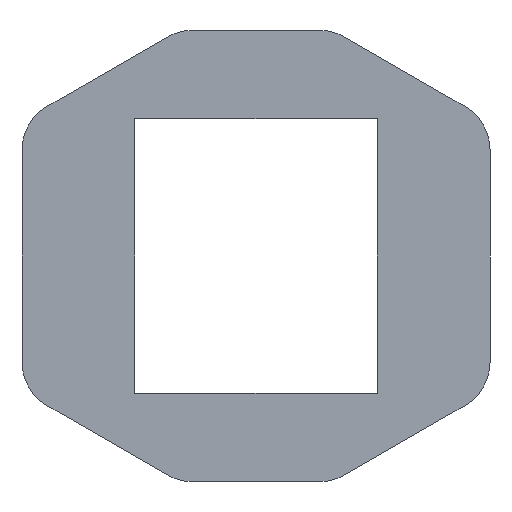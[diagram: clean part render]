
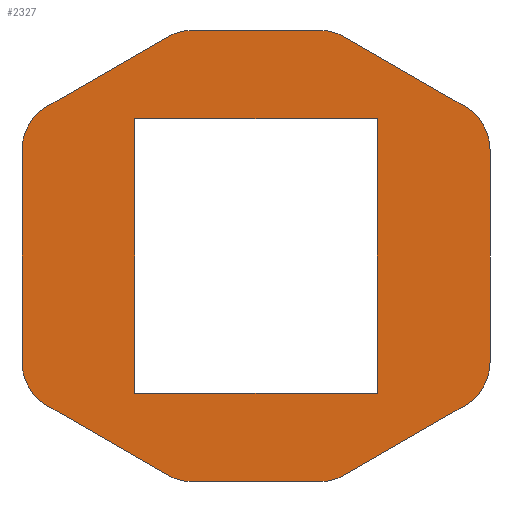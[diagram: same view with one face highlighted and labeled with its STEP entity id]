
A CAD part, left-side view. The second image highlights one B-rep face of the part: STEP entity #2327.
In plain terms, the highlighted planar face has unit normal (-1, 0, 0).
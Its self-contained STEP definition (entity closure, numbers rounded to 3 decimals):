
#131=CARTESIAN_POINT('Vertex',(-67.2,186.775,-93.846)) ;
#134=CARTESIAN_POINT('Line Origine',(-67.2,179.5,-93.846)) ;
#138=CARTESIAN_POINT('Vertex',(-67.2,172.225,-93.846)) ;
#176=CARTESIAN_POINT('Line Origine',(-67.2,172.225,-85.596)) ;
#180=CARTESIAN_POINT('Vertex',(-67.2,172.225,-77.346)) ;
#299=CARTESIAN_POINT('Line Origine',(-67.2,179.5,-77.346)) ;
#303=CARTESIAN_POINT('Vertex',(-67.2,186.775,-77.346)) ;
#1567=CARTESIAN_POINT('Axis2P3D Location',(-67.2,183.327,-75.046)) ;
#1571=CARTESIAN_POINT('Vertex',(-67.2,184.827,-72.448)) ;
#1573=CARTESIAN_POINT('Vertex',(-67.2,183.327,-72.046)) ;
#1607=CARTESIAN_POINT('Line Origine',(-67.2,179.5,-72.046)) ;
#1611=CARTESIAN_POINT('Vertex',(-67.2,175.673,-72.046)) ;
#1638=CARTESIAN_POINT('Axis2P3D Location',(-67.2,175.673,-75.046)) ;
#1642=CARTESIAN_POINT('Vertex',(-67.2,174.173,-72.448)) ;
#1669=CARTESIAN_POINT('Line Origine',(-67.2,170.562,-74.533)) ;
#1673=CARTESIAN_POINT('Vertex',(-67.2,166.95,-76.618)) ;
#1700=CARTESIAN_POINT('Axis2P3D Location',(-67.2,168.45,-79.216)) ;
#1704=CARTESIAN_POINT('Vertex',(-67.2,165.45,-79.216)) ;
#1737=CARTESIAN_POINT('Vertex',(-67.2,165.45,-91.976)) ;
#1745=CARTESIAN_POINT('Line Origine',(-67.2,165.45,-85.596)) ;
#1762=CARTESIAN_POINT('Axis2P3D Location',(-67.2,168.45,-91.976)) ;
#1766=CARTESIAN_POINT('Vertex',(-67.2,166.95,-94.574)) ;
#1800=CARTESIAN_POINT('Line Origine',(-67.2,170.562,-96.659)) ;
#1804=CARTESIAN_POINT('Vertex',(-67.2,174.173,-98.744)) ;
#1824=CARTESIAN_POINT('Axis2P3D Location',(-67.2,175.673,-96.146)) ;
#1828=CARTESIAN_POINT('Vertex',(-67.2,175.673,-99.146)) ;
#1862=CARTESIAN_POINT('Line Origine',(-67.2,179.5,-99.146)) ;
#1866=CARTESIAN_POINT('Vertex',(-67.2,183.327,-99.146)) ;
#1886=CARTESIAN_POINT('Axis2P3D Location',(-67.2,183.327,-96.146)) ;
#1890=CARTESIAN_POINT('Vertex',(-67.2,184.827,-98.744)) ;
#1924=CARTESIAN_POINT('Line Origine',(-67.2,188.438,-96.659)) ;
#1928=CARTESIAN_POINT('Vertex',(-67.2,192.05,-94.574)) ;
#1948=CARTESIAN_POINT('Axis2P3D Location',(-67.2,190.55,-91.976)) ;
#1952=CARTESIAN_POINT('Vertex',(-67.2,193.55,-91.976)) ;
#1986=CARTESIAN_POINT('Line Origine',(-67.2,193.55,-85.596)) ;
#1990=CARTESIAN_POINT('Vertex',(-67.2,193.55,-79.216)) ;
#2010=CARTESIAN_POINT('Axis2P3D Location',(-67.2,190.55,-79.216)) ;
#2014=CARTESIAN_POINT('Vertex',(-67.2,192.05,-76.618)) ;
#2046=CARTESIAN_POINT('Line Origine',(-67.2,188.438,-74.533)) ;
#2273=CARTESIAN_POINT('Line Origine',(-67.2,186.775,-85.596)) ;
#2298=CARTESIAN_POINT('Axis2P3D Location',(-67.2,0.,0.)) ;
#135=DIRECTION('Vector Direction',(0.,1.,0.)) ;
#177=DIRECTION('Vector Direction',(0.,0.,1.)) ;
#300=DIRECTION('Vector Direction',(0.,-1.,0.)) ;
#1568=DIRECTION('Axis2P3D Direction',(-1.,0.,0.)) ;
#1608=DIRECTION('Vector Direction',(0.,-1.,0.)) ;
#1639=DIRECTION('Axis2P3D Direction',(-1.,0.,0.)) ;
#1670=DIRECTION('Vector Direction',(0.,-0.866,-0.5)) ;
#1701=DIRECTION('Axis2P3D Direction',(-1.,0.,0.)) ;
#1746=DIRECTION('Vector Direction',(0.,0.,-1.)) ;
#1763=DIRECTION('Axis2P3D Direction',(-1.,0.,0.)) ;
#1801=DIRECTION('Vector Direction',(0.,-0.866,0.5)) ;
#1825=DIRECTION('Axis2P3D Direction',(-1.,0.,0.)) ;
#1863=DIRECTION('Vector Direction',(0.,-1.,0.)) ;
#1887=DIRECTION('Axis2P3D Direction',(-1.,0.,-0.)) ;
#1925=DIRECTION('Vector Direction',(0.,-0.866,-0.5)) ;
#1949=DIRECTION('Axis2P3D Direction',(-1.,0.,0.)) ;
#1987=DIRECTION('Vector Direction',(0.,0.,-1.)) ;
#2011=DIRECTION('Axis2P3D Direction',(-1.,0.,-0.)) ;
#2047=DIRECTION('Vector Direction',(0.,-0.866,0.5)) ;
#2274=DIRECTION('Vector Direction',(0.,0.,-1.)) ;
#2299=DIRECTION('Axis2P3D Direction',(-1.,0.,0.)) ;
#2300=DIRECTION('Axis2P3D XDirection',(0.,-1.,0.)) ;
#1569=AXIS2_PLACEMENT_3D('Circle Axis2P3D',#1567,#1568,$) ;
#1640=AXIS2_PLACEMENT_3D('Circle Axis2P3D',#1638,#1639,$) ;
#1702=AXIS2_PLACEMENT_3D('Circle Axis2P3D',#1700,#1701,$) ;
#1764=AXIS2_PLACEMENT_3D('Circle Axis2P3D',#1762,#1763,$) ;
#1826=AXIS2_PLACEMENT_3D('Circle Axis2P3D',#1824,#1825,$) ;
#1888=AXIS2_PLACEMENT_3D('Circle Axis2P3D',#1886,#1887,$) ;
#1950=AXIS2_PLACEMENT_3D('Circle Axis2P3D',#1948,#1949,$) ;
#2012=AXIS2_PLACEMENT_3D('Circle Axis2P3D',#2010,#2011,$) ;
#2301=AXIS2_PLACEMENT_3D('Plane Axis2P3D',#2298,#2299,#2300) ;
#2304=ORIENTED_EDGE('',*,*,#2050,.T.) ;
#2305=ORIENTED_EDGE('',*,*,#2016,.F.) ;
#2306=ORIENTED_EDGE('',*,*,#1992,.T.) ;
#2307=ORIENTED_EDGE('',*,*,#1954,.F.) ;
#2308=ORIENTED_EDGE('',*,*,#1930,.T.) ;
#2309=ORIENTED_EDGE('',*,*,#1892,.F.) ;
#2310=ORIENTED_EDGE('',*,*,#1868,.T.) ;
#2311=ORIENTED_EDGE('',*,*,#1830,.F.) ;
#2312=ORIENTED_EDGE('',*,*,#1806,.T.) ;
#2313=ORIENTED_EDGE('',*,*,#1768,.F.) ;
#2314=ORIENTED_EDGE('',*,*,#1749,.T.) ;
#2315=ORIENTED_EDGE('',*,*,#1706,.F.) ;
#2316=ORIENTED_EDGE('',*,*,#1675,.T.) ;
#2317=ORIENTED_EDGE('',*,*,#1644,.F.) ;
#2318=ORIENTED_EDGE('',*,*,#1613,.T.) ;
#2319=ORIENTED_EDGE('',*,*,#1575,.F.) ;
#2322=ORIENTED_EDGE('',*,*,#182,.F.) ;
#2323=ORIENTED_EDGE('',*,*,#140,.T.) ;
#2324=ORIENTED_EDGE('',*,*,#2277,.F.) ;
#2325=ORIENTED_EDGE('',*,*,#305,.T.) ;
#2326=FACE_BOUND('',#2321,.T.) ;
#136=VECTOR('Line Direction',#135,1.) ;
#178=VECTOR('Line Direction',#177,1.) ;
#301=VECTOR('Line Direction',#300,1.) ;
#1609=VECTOR('Line Direction',#1608,1.) ;
#1671=VECTOR('Line Direction',#1670,1.) ;
#1747=VECTOR('Line Direction',#1746,1.) ;
#1802=VECTOR('Line Direction',#1801,1.) ;
#1864=VECTOR('Line Direction',#1863,1.) ;
#1926=VECTOR('Line Direction',#1925,1.) ;
#1988=VECTOR('Line Direction',#1987,1.) ;
#2048=VECTOR('Line Direction',#2047,1.) ;
#2275=VECTOR('Line Direction',#2274,1.) ;
#2327=ADVANCED_FACE('PartBody',(#2320,#2326),#2302,.T.) ;
#1570=CIRCLE('generated circle',#1569,3.) ;
#1641=CIRCLE('generated circle',#1640,3.) ;
#1703=CIRCLE('generated circle',#1702,3.) ;
#1765=CIRCLE('generated circle',#1764,3.) ;
#1827=CIRCLE('generated circle',#1826,3.) ;
#1889=CIRCLE('generated circle',#1888,3.) ;
#1951=CIRCLE('generated circle',#1950,3.) ;
#2013=CIRCLE('generated circle',#2012,3.) ;
#140=EDGE_CURVE('',#139,#132,#137,.T.) ;
#182=EDGE_CURVE('',#139,#181,#179,.T.) ;
#305=EDGE_CURVE('',#304,#181,#302,.T.) ;
#1575=EDGE_CURVE('',#1572,#1574,#1570,.F.) ;
#1613=EDGE_CURVE('',#1612,#1574,#1610,.F.) ;
#1644=EDGE_CURVE('',#1612,#1643,#1641,.F.) ;
#1675=EDGE_CURVE('',#1674,#1643,#1672,.F.) ;
#1706=EDGE_CURVE('',#1674,#1705,#1703,.F.) ;
#1749=EDGE_CURVE('',#1738,#1705,#1748,.F.) ;
#1768=EDGE_CURVE('',#1738,#1767,#1765,.F.) ;
#1806=EDGE_CURVE('',#1805,#1767,#1803,.T.) ;
#1830=EDGE_CURVE('',#1805,#1829,#1827,.F.) ;
#1868=EDGE_CURVE('',#1867,#1829,#1865,.T.) ;
#1892=EDGE_CURVE('',#1867,#1891,#1889,.F.) ;
#1930=EDGE_CURVE('',#1929,#1891,#1927,.T.) ;
#1954=EDGE_CURVE('',#1929,#1953,#1951,.F.) ;
#1992=EDGE_CURVE('',#1991,#1953,#1989,.T.) ;
#2016=EDGE_CURVE('',#1991,#2015,#2013,.F.) ;
#2050=EDGE_CURVE('',#1572,#2015,#2049,.F.) ;
#2277=EDGE_CURVE('',#304,#132,#2276,.T.) ;
#2303=EDGE_LOOP('',(#2304,#2305,#2306,#2307,#2308,#2309,#2310,#2311,#2312,#2313,#2314,#2315,#2316,#2317,#2318,#2319)) ;
#2321=EDGE_LOOP('',(#2322,#2323,#2324,#2325)) ;
#2320=FACE_OUTER_BOUND('',#2303,.T.) ;
#137=LINE('Line',#134,#136) ;
#179=LINE('Line',#176,#178) ;
#302=LINE('Line',#299,#301) ;
#1610=LINE('Line',#1607,#1609) ;
#1672=LINE('Line',#1669,#1671) ;
#1748=LINE('Line',#1745,#1747) ;
#1803=LINE('Line',#1800,#1802) ;
#1865=LINE('Line',#1862,#1864) ;
#1927=LINE('Line',#1924,#1926) ;
#1989=LINE('Line',#1986,#1988) ;
#2049=LINE('Line',#2046,#2048) ;
#2276=LINE('Line',#2273,#2275) ;
#2302=PLANE('',#2301) ;
#132=VERTEX_POINT('',#131) ;
#139=VERTEX_POINT('',#138) ;
#181=VERTEX_POINT('',#180) ;
#304=VERTEX_POINT('',#303) ;
#1572=VERTEX_POINT('',#1571) ;
#1574=VERTEX_POINT('',#1573) ;
#1612=VERTEX_POINT('',#1611) ;
#1643=VERTEX_POINT('',#1642) ;
#1674=VERTEX_POINT('',#1673) ;
#1705=VERTEX_POINT('',#1704) ;
#1738=VERTEX_POINT('',#1737) ;
#1767=VERTEX_POINT('',#1766) ;
#1805=VERTEX_POINT('',#1804) ;
#1829=VERTEX_POINT('',#1828) ;
#1867=VERTEX_POINT('',#1866) ;
#1891=VERTEX_POINT('',#1890) ;
#1929=VERTEX_POINT('',#1928) ;
#1953=VERTEX_POINT('',#1952) ;
#1991=VERTEX_POINT('',#1990) ;
#2015=VERTEX_POINT('',#2014) ;
